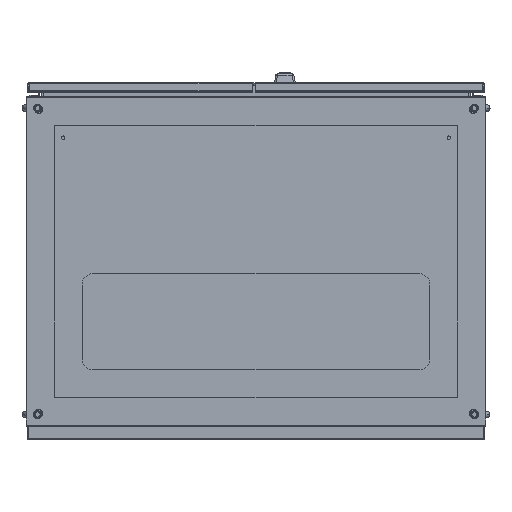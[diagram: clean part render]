
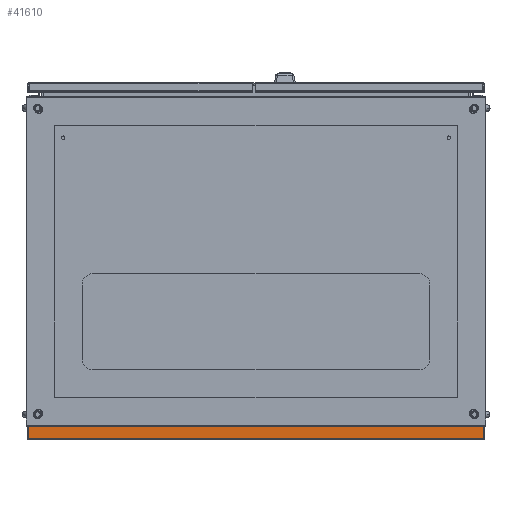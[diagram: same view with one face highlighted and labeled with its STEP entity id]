
A CAD part, front view. The second image highlights one B-rep face of the part: STEP entity #41610.
In plain terms, the highlighted planar face has unit normal (0, -1, 0).
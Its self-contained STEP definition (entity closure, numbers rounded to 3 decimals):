
#2913 = VECTOR ( 'NONE', #124861, 1000. ) ;
#7974 = DIRECTION ( 'NONE',  ( 0., -1., 0. ) ) ;
#14813 = AXIS2_PLACEMENT_3D ( 'NONE', #28440, #7974, #29805 ) ;
#14911 = CARTESIAN_POINT ( 'NONE',  ( -397.5, -997.5, -1.5 ) ) ;
#17143 = VECTOR ( 'NONE', #52843, 1000. ) ;
#24638 = FACE_OUTER_BOUND ( 'NONE', #117216, .T. ) ;
#25735 = EDGE_CURVE ( 'NONE', #107451, #63186, #33815, .T. ) ;
#28368 = ORIENTED_EDGE ( 'NONE', *, *, #105742, .F. ) ;
#28440 = CARTESIAN_POINT ( 'NONE',  ( -397.5, -997.5, -1.5 ) ) ;
#29805 = DIRECTION ( 'NONE',  ( 0., 0., -1. ) ) ;
#30169 = CARTESIAN_POINT ( 'NONE',  ( 397.5, -997.5, -1.5 ) ) ;
#31362 = ORIENTED_EDGE ( 'NONE', *, *, #25735, .T. ) ;
#32389 = CARTESIAN_POINT ( 'NONE',  ( 397.5, -997.5, -24. ) ) ;
#33815 = LINE ( 'NONE', #30169, #2913 ) ;
#41610 = ADVANCED_FACE ( 'NONE', ( #24638 ), #100988, .T. ) ;
#41858 = VECTOR ( 'NONE', #63183, 1000. ) ;
#42544 = CARTESIAN_POINT ( 'NONE',  ( -397.5, -997.5, -24. ) ) ;
#52843 = DIRECTION ( 'NONE',  ( 1., 0., 0. ) ) ;
#54566 = VERTEX_POINT ( 'NONE', #101804 ) ;
#54645 = ORIENTED_EDGE ( 'NONE', *, *, #90220, .F. ) ;
#59641 = LINE ( 'NONE', #32389, #41858 ) ;
#63183 = DIRECTION ( 'NONE',  ( -1., 0., 0. ) ) ;
#63186 = VERTEX_POINT ( 'NONE', #132856 ) ;
#63268 = CARTESIAN_POINT ( 'NONE',  ( -397.5, -997.5, 0. ) ) ;
#83677 = CARTESIAN_POINT ( 'NONE',  ( 397.5, -997.5, -24. ) ) ;
#87058 = DIRECTION ( 'NONE',  ( 0., 0., 1. ) ) ;
#90220 = EDGE_CURVE ( 'NONE', #124389, #54566, #124871, .T. ) ;
#92042 = ORIENTED_EDGE ( 'NONE', *, *, #123282, .F. ) ;
#100988 = PLANE ( 'NONE',  #14813 ) ;
#101804 = CARTESIAN_POINT ( 'NONE',  ( -397.5, -997.5, 0. ) ) ;
#105742 = EDGE_CURVE ( 'NONE', #107451, #124389, #59641, .T. ) ;
#107117 = VECTOR ( 'NONE', #87058, 1000. ) ;
#107451 = VERTEX_POINT ( 'NONE', #83677 ) ;
#117216 = EDGE_LOOP ( 'NONE', ( #92042, #54645, #28368, #31362 ) ) ;
#123282 = EDGE_CURVE ( 'NONE', #54566, #63186, #127502, .T. ) ;
#124389 = VERTEX_POINT ( 'NONE', #42544 ) ;
#124861 = DIRECTION ( 'NONE',  ( 0., 0., 1. ) ) ;
#124871 = LINE ( 'NONE', #14911, #107117 ) ;
#127502 = LINE ( 'NONE', #63268, #17143 ) ;
#132856 = CARTESIAN_POINT ( 'NONE',  ( 397.5, -997.5, 0. ) ) ;
